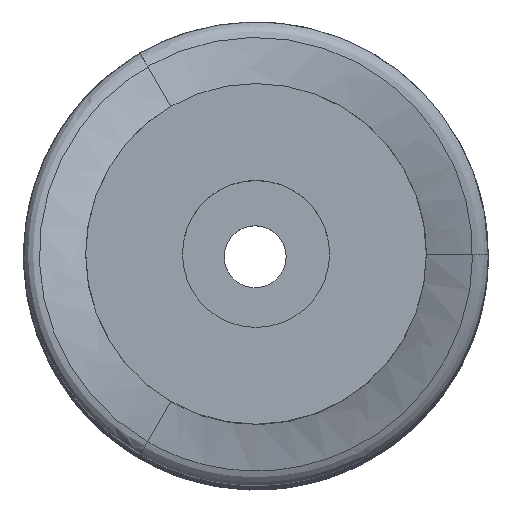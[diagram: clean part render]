
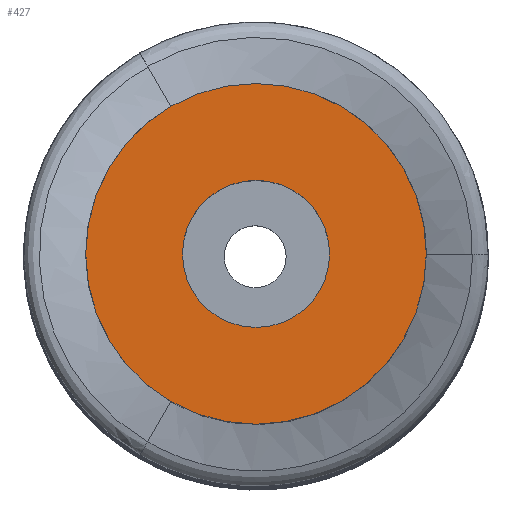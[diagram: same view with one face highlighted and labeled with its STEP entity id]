
A CAD part, top view. The second image highlights one B-rep face of the part: STEP entity #427.
In plain terms, the highlighted planar face has unit normal (0, 0, 1).
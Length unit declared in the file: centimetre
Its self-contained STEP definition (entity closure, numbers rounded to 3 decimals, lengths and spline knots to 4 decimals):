
#31=PLANE($,#471);
#44=FACE_BOUND($,#151,.T.);
#115=FACE_OUTER_BOUND($,#150,.T.);
#150=EDGE_LOOP($,(#343));
#151=EDGE_LOOP($,(#344));
#172=CIRCLE($,#454,0.55);
#178=CIRCLE($,#464,0.2375);
#195=VERTEX_POINT($,#896);
#214=VERTEX_POINT($,#2452);
#239=EDGE_CURVE($,#195,#195,#172,.F.);
#262=EDGE_CURVE($,#214,#214,#178,.T.);
#343=ORIENTED_EDGE($,*,*,#239,.T.);
#344=ORIENTED_EDGE($,*,*,#262,.T.);
#427=ADVANCED_FACE($,(#115,#44),#31,.T.);
#454=AXIS2_PLACEMENT_3D($,#897,#496,#497);
#464=AXIS2_PLACEMENT_3D($,#2453,#519,#520);
#471=AXIS2_PLACEMENT_3D($,#2502,#533,#534);
#496=DIRECTION('center_axis',(0.,0.,-1.));
#497=DIRECTION('ref_axis',(1.,0.,0.));
#519=DIRECTION('center_axis',(0.,0.,-1.));
#520=DIRECTION('ref_axis',(0.,1.,0.));
#533=DIRECTION('center_axis',(0.,0.,1.));
#534=DIRECTION('ref_axis',(1.,0.,0.));
#896=CARTESIAN_POINT('',(-0.55,0.,7.5));
#897=CARTESIAN_POINT('Origin',(0.,0.,7.5));
#2452=CARTESIAN_POINT('',(0.,0.2375,7.5));
#2453=CARTESIAN_POINT('Origin',(0.,0.,7.5));
#2502=CARTESIAN_POINT('Origin',(0.,0.,7.5));
